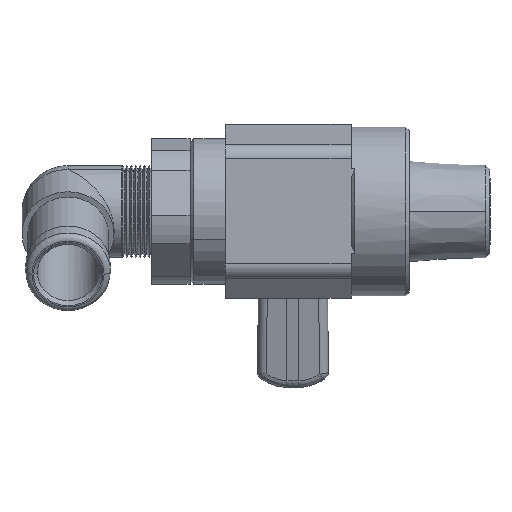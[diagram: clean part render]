
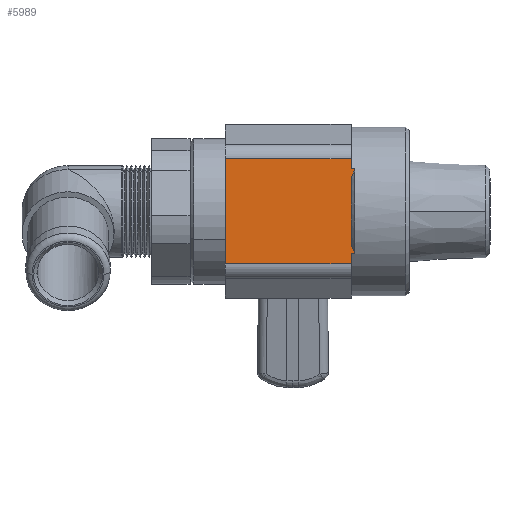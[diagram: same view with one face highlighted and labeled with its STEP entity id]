
A CAD part, front view. The second image highlights one B-rep face of the part: STEP entity #5989.
In plain terms, the highlighted planar face has unit normal (0, -1, 0).
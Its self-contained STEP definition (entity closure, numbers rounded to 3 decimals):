
#5869 = VERTEX_POINT ( 'NONE', #12120 ) ;
#5883 = EDGE_CURVE ( 'NONE', #5869, #5954, #12139, .T. ) ;
#5954 = VERTEX_POINT ( 'NONE', #12263 ) ;
#5963 = EDGE_CURVE ( 'NONE', #6007, #5983, #11990, .T. ) ;
#5965 = VERTEX_POINT ( 'NONE', #12319 ) ;
#5966 = EDGE_CURVE ( 'NONE', #6035, #5984, #12308, .T. ) ;
#5968 = EDGE_CURVE ( 'NONE', #5983, #6035, #12310, .T. ) ;
#5969 = EDGE_LOOP ( 'NONE', ( #5975, #6003, #6004, #6011, #6010, #6014, #6122, #5978, #6128, #5972 ) ) ;
#5972 = ORIENTED_EDGE ( 'NONE', *, *, #5966, .F. ) ;
#5975 = ORIENTED_EDGE ( 'NONE', *, *, #5968, .F. ) ;
#5977 = EDGE_CURVE ( 'NONE', #6007, #5869, #12339, .T. ) ;
#5978 = ORIENTED_EDGE ( 'NONE', *, *, #6129, .F. ) ;
#5983 = VERTEX_POINT ( 'NONE', #12342 ) ;
#5984 = VERTEX_POINT ( 'NONE', #12340 ) ;
#5985 = EDGE_CURVE ( 'NONE', #5954, #6027, #12330, .T. ) ;
#5986 = EDGE_CURVE ( 'NONE', #5984, #5965, #12345, .T. ) ;
#5989 = ADVANCED_FACE ( 'NONE', ( #12328 ), #12329, .T. ) ;
#6003 = ORIENTED_EDGE ( 'NONE', *, *, #5963, .F. ) ;
#6004 = ORIENTED_EDGE ( 'NONE', *, *, #5977, .T. ) ;
#6007 = VERTEX_POINT ( 'NONE', #12298 ) ;
#6010 = ORIENTED_EDGE ( 'NONE', *, *, #5985, .T. ) ;
#6011 = ORIENTED_EDGE ( 'NONE', *, *, #5883, .T. ) ;
#6014 = ORIENTED_EDGE ( 'NONE', *, *, #6098, .F. ) ;
#6027 = VERTEX_POINT ( 'NONE', #12388 ) ;
#6035 = VERTEX_POINT ( 'NONE', #12376 ) ;
#6098 = EDGE_CURVE ( 'NONE', #6135, #6027, #12588, .T. ) ;
#6115 = VERTEX_POINT ( 'NONE', #12539 ) ;
#6122 = ORIENTED_EDGE ( 'NONE', *, *, #6132, .F. ) ;
#6128 = ORIENTED_EDGE ( 'NONE', *, *, #5986, .F. ) ;
#6129 = EDGE_CURVE ( 'NONE', #5965, #6115, #12660, .T. ) ;
#6132 = EDGE_CURVE ( 'NONE', #6115, #6135, #12601, .T. ) ;
#6135 = VERTEX_POINT ( 'NONE', #12645 ) ;
#11462 = VECTOR ( 'NONE', #11471, 1000. ) ;
#11471 = DIRECTION ( 'NONE',  ( -1., 0., 0. ) ) ;
#11989 = CARTESIAN_POINT ( 'NONE',  ( 0.985, -9.5, -5.545 ) ) ;
#11990 = LINE ( 'NONE', #11989, #11462 ) ;
#12120 = CARTESIAN_POINT ( 'NONE',  ( 0.985, -9.5, -4.472 ) ) ;
#12121 = VECTOR ( 'NONE', #12149, 1000. ) ;
#12138 = CARTESIAN_POINT ( 'NONE',  ( 0.985, -9.5, 8.25 ) ) ;
#12139 = LINE ( 'NONE', #12138, #12121 ) ;
#12149 = DIRECTION ( 'NONE',  ( 0., 0., 1. ) ) ;
#12263 = CARTESIAN_POINT ( 'NONE',  ( 0.985, -9.5, 4.472 ) ) ;
#12298 = CARTESIAN_POINT ( 'NONE',  ( 1.485, -9.5, -5.545 ) ) ;
#12299 = AXIS2_PLACEMENT_3D ( 'NONE', #12320, #12373, #12372 ) ;
#12300 = DIRECTION ( 'NONE',  ( 0., 0., -1. ) ) ;
#12301 = VECTOR ( 'NONE', #12300, 1000. ) ;
#12302 = CARTESIAN_POINT ( 'NONE',  ( 0.985, -9.5, 0. ) ) ;
#12305 = DIRECTION ( 'NONE',  ( -1., 0., 0. ) ) ;
#12306 = VECTOR ( 'NONE', #12305, 1000. ) ;
#12307 = CARTESIAN_POINT ( 'NONE',  ( 500000., -9.5, -6.85 ) ) ;
#12308 = LINE ( 'NONE', #12307, #12306 ) ;
#12310 = LINE ( 'NONE', #12302, #12301 ) ;
#12319 = CARTESIAN_POINT ( 'NONE',  ( -15.415, -9.5, 6.85 ) ) ;
#12320 = CARTESIAN_POINT ( 'NONE',  ( 500000., -9.5, 8.25 ) ) ;
#12322 = VECTOR ( 'NONE', #12331, 1000. ) ;
#12324 = CARTESIAN_POINT ( 'NONE',  ( 1.485, -9.5, 5.545 ) ) ;
#12325 = CARTESIAN_POINT ( 'NONE',  ( 1.307, -9.5, 5.193 ) ) ;
#12326 = CARTESIAN_POINT ( 'NONE',  ( 1.14, -9.5, 4.835 ) ) ;
#12327 = CARTESIAN_POINT ( 'NONE',  ( 0.985, -9.5, 4.472 ) ) ;
#12328 = FACE_OUTER_BOUND ( 'NONE', #5969, .T. ) ;
#12329 = PLANE ( 'NONE',  #12299 ) ;
#12330 = B_SPLINE_CURVE_WITH_KNOTS ( 'NONE', 3,
 ( #12327, #12326, #12325, #12324 ),
 .UNSPECIFIED., .F., .F.,
 ( 4, 4 ),
 ( 0., 0.001 ),
 .UNSPECIFIED. ) ;
#12331 = DIRECTION ( 'NONE',  ( 0., 0., 1. ) ) ;
#12332 = CARTESIAN_POINT ( 'NONE',  ( -15.415, -9.5, 0. ) ) ;
#12333 = CARTESIAN_POINT ( 'NONE',  ( 0.985, -9.5, -4.472 ) ) ;
#12334 = CARTESIAN_POINT ( 'NONE',  ( 1.14, -9.5, -4.835 ) ) ;
#12335 = CARTESIAN_POINT ( 'NONE',  ( 1.307, -9.5, -5.193 ) ) ;
#12336 = CARTESIAN_POINT ( 'NONE',  ( 1.485, -9.5, -5.545 ) ) ;
#12339 = B_SPLINE_CURVE_WITH_KNOTS ( 'NONE', 3,
 ( #12336, #12335, #12334, #12333 ),
 .UNSPECIFIED., .F., .F.,
 ( 4, 4 ),
 ( 0., 0.001 ),
 .UNSPECIFIED. ) ;
#12340 = CARTESIAN_POINT ( 'NONE',  ( -15.415, -9.5, -6.85 ) ) ;
#12342 = CARTESIAN_POINT ( 'NONE',  ( 0.985, -9.5, -5.545 ) ) ;
#12345 = LINE ( 'NONE', #12332, #12322 ) ;
#12372 = DIRECTION ( 'NONE',  ( 0., 0., -1. ) ) ;
#12373 = DIRECTION ( 'NONE',  ( 0., -1., 0. ) ) ;
#12376 = CARTESIAN_POINT ( 'NONE',  ( 0.985, -9.5, -6.85 ) ) ;
#12388 = CARTESIAN_POINT ( 'NONE',  ( 1.485, -9.5, 5.545 ) ) ;
#12539 = CARTESIAN_POINT ( 'NONE',  ( 0.985, -9.5, 6.85 ) ) ;
#12585 = DIRECTION ( 'NONE',  ( 1., 0., 0. ) ) ;
#12586 = VECTOR ( 'NONE', #12585, 1000. ) ;
#12587 = CARTESIAN_POINT ( 'NONE',  ( 0.985, -9.5, 5.545 ) ) ;
#12588 = LINE ( 'NONE', #12587, #12586 ) ;
#12601 = LINE ( 'NONE', #12648, #12647 ) ;
#12645 = CARTESIAN_POINT ( 'NONE',  ( 0.985, -9.5, 5.545 ) ) ;
#12646 = DIRECTION ( 'NONE',  ( 0., 0., -1. ) ) ;
#12647 = VECTOR ( 'NONE', #12646, 1000. ) ;
#12648 = CARTESIAN_POINT ( 'NONE',  ( 0.985, -9.5, 0. ) ) ;
#12657 = DIRECTION ( 'NONE',  ( 1., 0., 0. ) ) ;
#12658 = VECTOR ( 'NONE', #12657, 1000. ) ;
#12659 = CARTESIAN_POINT ( 'NONE',  ( 500000., -9.5, 6.85 ) ) ;
#12660 = LINE ( 'NONE', #12659, #12658 ) ;
